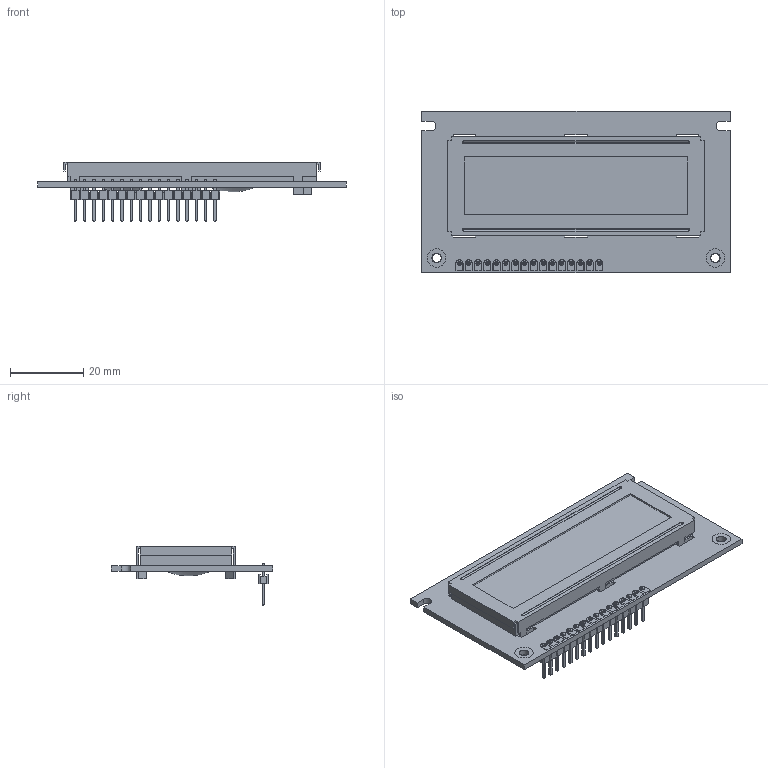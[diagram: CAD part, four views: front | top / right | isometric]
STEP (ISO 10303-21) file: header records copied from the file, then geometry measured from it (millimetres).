
FILE_DESCRIPTION(('FreeCAD Model'),'2;1');
FILE_NAME('Open CASCADE Shape Model','2023-04-19T15:20:40',('Author'),( ''),'Open CASCADE STEP processor 7.5','FreeCAD','Unknown');
FILE_SCHEMA(('AUTOMOTIVE_DESIGN { 1 0 10303 214 1 1 1 1 }'));
Length unit declared in the file: millimetre
Products named in the file (58): Part; PCB; PADS; PinPad_001; CONNECTOR; Assem1; 6130xx11121_PIN; 61300211121; Assem002; 6130xx11121_PIN003; 6130xx11121_PIN002; 61300211121001; Assem003; 6130xx11121_PIN005; 6130xx11121_PIN004; 61300211121002; Assem004; 6130xx11121_PIN007; 6130xx11121_PIN006; 61300211121003; Assem005; 6130xx11121_PIN009; 6130xx11121_PIN008; 61300211121004; Assem006; 6130xx11121_PIN011; 6130xx11121_PIN010; 61300211121005; Assem007; 6130xx11121_PIN013; 6130xx11121_PIN012; 61300211121006; Assem008; 6130xx11121_PIN015; 6130xx11121_PIN014; 61300211121007; Hole_Pad004; Hole_Pad005; PinPad_002; PinPad_003 ...
Assembly tree (58 placements, depth 5):
  Part
    PCB
    PADS
      PinPad_001
      CONNECTOR
        Assem1
          6130xx11121_PIN  x2
          61300211121
        Assem002
          6130xx11121_PIN003
          6130xx11121_PIN002
          61300211121001
        Assem003
          6130xx11121_PIN005
          6130xx11121_PIN004
          61300211121002
        Assem004
          6130xx11121_PIN007
          6130xx11121_PIN006
          61300211121003
        Assem005
          6130xx11121_PIN009
          6130xx11121_PIN008
          61300211121004
        Assem006
          6130xx11121_PIN011
          6130xx11121_PIN010
          61300211121005
        Assem007
          6130xx11121_PIN013
          6130xx11121_PIN012
          61300211121006
        Assem008
          6130xx11121_PIN015
          6130xx11121_PIN014
          61300211121007
      Hole_Pad004
      Hole_Pad005
      PinPad_002
      PinPad_003
      PinPad_004
      PinPad_005
      PinPad_006
      PinPad_007
      PinPad_008
      PinPad_009
      PinPad_010
      PinPad_011
      PinPad_012
      PinPad_013
      PinPad_014
      PinPad_015
      PinPad_016
    Chip001
    Screen_body
    Screen_material
    Screen
    Chip002
Bounding box: 84 x 44 x 16.12 mm (x, y, z)
Volume: 14344.4 mm3; surface area: 20368.8 mm2
Topology: 48 solids, 50 shells, 1074 faces, 2518 edges, 1470 vertices
Faces by surface type: plane 736, cylinder 200, sphere 74, torus 64
Full cylindrical faces by diameter (mm): 1 x16, 1.05 x16, 2.5 x2, 2.6 x2, 5 x2
Entity records: 62297 total; most frequent: CARTESIAN_POINT 10085, DIRECTION 9956, LINE 6638, VECTOR 6638, ORIENTED_EDGE 4844, PCURVE 4840, DEFINITIONAL_REPRESENTATION 4840, EDGE_CURVE 2420
